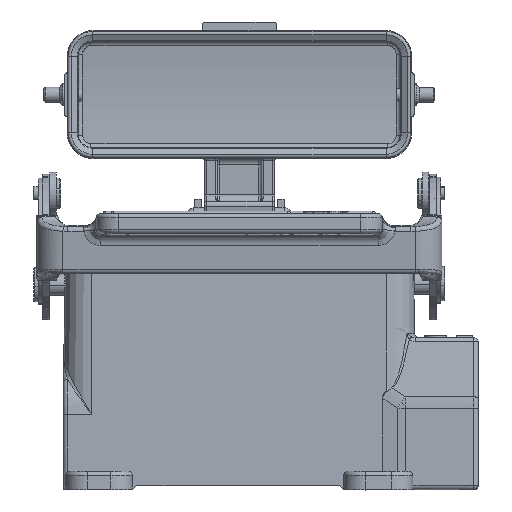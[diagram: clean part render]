
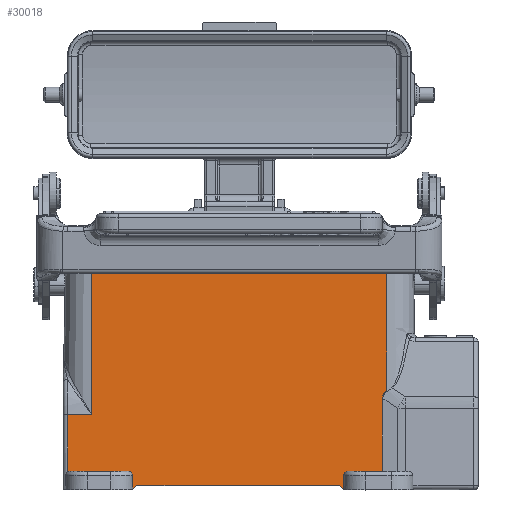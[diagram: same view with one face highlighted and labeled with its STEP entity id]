
A CAD part, top view. The second image highlights one B-rep face of the part: STEP entity #30018.
In plain terms, the highlighted planar face has unit normal (0, 0.018, 1).
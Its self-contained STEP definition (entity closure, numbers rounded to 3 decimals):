
#1626=DIRECTION('',(0.,-1.,0.017));
#1627=VECTOR('',#1626,39.245);
#1628=CARTESIAN_POINT('',(-34.,-1.991,
14.759));
#1629=LINE('',#1628,#1627);
#1641=CARTESIAN_POINT('',(34.,-35.81,15.349));
#1642=CARTESIAN_POINT('',(33.912,-35.851,15.35));
#1643=CARTESIAN_POINT('',(33.748,-35.939,15.351));
#1644=CARTESIAN_POINT('',(33.536,-36.092,15.354));
#1645=CARTESIAN_POINT('',(33.357,-36.266,15.357));
#1646=CARTESIAN_POINT('',(33.21,-36.459,15.36));
#1647=CARTESIAN_POINT('',(33.095,-36.673,15.364));
#1648=CARTESIAN_POINT('',(33.009,-36.912,15.368));
#1649=CARTESIAN_POINT('',(32.954,-37.182,15.373));
#1650=CARTESIAN_POINT('',(32.941,-37.387,15.376));
#1651=CARTESIAN_POINT('',(32.941,-37.496,15.378));
#1653=DIRECTION('',(-1.,0.,0.));
#1654=VECTOR('',#1653,7.885);
#1655=CARTESIAN_POINT('',(32.941,-54.3,15.672));
#1656=LINE('',#1655,#1654);
#1657=CARTESIAN_POINT('',(25.056,-54.3,15.672));
#1658=CARTESIAN_POINT('',(24.949,-54.3,15.672));
#1659=CARTESIAN_POINT('',(24.746,-54.333,15.672));
#1660=CARTESIAN_POINT('',(24.464,-54.474,15.675));
#1661=CARTESIAN_POINT('',(24.241,-54.693,15.678));
#1662=CARTESIAN_POINT('',(24.094,-54.973,15.683));
#1663=CARTESIAN_POINT('',(24.058,-55.175,15.687));
#1664=CARTESIAN_POINT('',(24.056,-55.283,15.689));
#1666=DIRECTION('',(-0.017,-1.,0.017));
#1667=VECTOR('',#1666,3.218);
#1668=CARTESIAN_POINT('',(24.056,-55.283,15.689));
#1669=LINE('',#1668,#1667);
#1670=DIRECTION('',(-0.707,0.707,-0.012));
#1671=VECTOR('',#1670,1.414);
#1672=CARTESIAN_POINT('',(24.,-58.5,15.745));
#1673=LINE('',#1672,#1671);
#1674=DIRECTION('',(-0.707,-0.707,0.012));
#1675=VECTOR('',#1674,1.414);
#1676=CARTESIAN_POINT('',(-23.6,-57.5,
15.727));
#1677=LINE('',#1676,#1675);
#1678=DIRECTION('',(-0.017,1.,-0.017));
#1679=VECTOR('',#1678,3.218);
#1680=CARTESIAN_POINT('',(-24.6,-58.5,
15.745));
#1681=LINE('',#1680,#1679);
#1682=CARTESIAN_POINT('',(-24.656,-55.283,
15.689));
#1683=CARTESIAN_POINT('',(-24.658,-55.175,
15.687));
#1684=CARTESIAN_POINT('',(-24.694,-54.973,
15.683));
#1685=CARTESIAN_POINT('',(-24.841,-54.693,
15.678));
#1686=CARTESIAN_POINT('',(-25.064,-54.474,
15.675));
#1687=CARTESIAN_POINT('',(-25.346,-54.333,
15.672));
#1688=CARTESIAN_POINT('',(-25.549,-54.3,
15.672));
#1689=CARTESIAN_POINT('',(-25.656,-54.3,
15.672));
#1691=DIRECTION('',(-1.,0.,0.));
#1692=VECTOR('',#1691,13.388);
#1693=CARTESIAN_POINT('',(-25.656,-54.3,
15.672));
#1694=LINE('',#1693,#1692);
#1695=CARTESIAN_POINT('',(-39.044,-54.3,
15.672));
#1696=CARTESIAN_POINT('',(-39.111,-54.3,
15.672));
#1697=CARTESIAN_POINT('',(-39.243,-54.313,
15.672));
#1698=CARTESIAN_POINT('',(-39.428,-54.369,
15.673));
#1699=CARTESIAN_POINT('',(-39.544,-54.431,
15.674));
#1700=CARTESIAN_POINT('',(-39.6,-54.469,
15.675));
#1726=DIRECTION('',(0.,1.,-0.017));
#1727=VECTOR('',#1726,33.824);
#1728=CARTESIAN_POINT('',(34.,-35.81,15.349));
#1729=LINE('',#1728,#1727);
#1835=DIRECTION('',(1.,0.,0.));
#1836=VECTOR('',#1835,46.6);
#1837=CARTESIAN_POINT('',(-23.6,-57.5,
15.727));
#1838=LINE('',#1837,#1836);
#10316=DIRECTION('',(-1.,0.,0.));
#10317=VECTOR('',#10316,68.);
#10318=CARTESIAN_POINT('',(34.,-1.991,
14.759));
#10319=LINE('',#10318,#10317);
#10622=DIRECTION('',(0.,-1.,0.017));
#10623=VECTOR('',#10622,13.24);
#10624=CARTESIAN_POINT('',(-39.6,-41.23,15.443));
#10625=LINE('',#10624,#10623);
#10686=DIRECTION('',(-1.,0.,0.));
#10687=VECTOR('',#10686,5.6);
#10688=CARTESIAN_POINT('',(-34.,-41.23,
15.443));
#10689=LINE('',#10688,#10687);
#12303=DIRECTION('',(0.,1.,-0.017));
#12304=VECTOR('',#12303,16.807);
#12305=CARTESIAN_POINT('',(32.941,-54.3,
15.672));
#12306=LINE('',#12305,#12304);
#23888=CARTESIAN_POINT('',(23.,-57.5,
15.727));
#23889=VERTEX_POINT('',#23888);
#23890=CARTESIAN_POINT('',(24.,-58.5,
15.745));
#23891=VERTEX_POINT('',#23890);
#23892=CARTESIAN_POINT('',(-23.6,-57.5,
15.727));
#23893=VERTEX_POINT('',#23892);
#23903=CARTESIAN_POINT('',(34.,-35.81,
15.349));
#23904=CARTESIAN_POINT('',(34.,-1.991,
14.759));
#23905=VERTEX_POINT('',#23903);
#23906=VERTEX_POINT('',#23904);
#23907=VERTEX_POINT('',#1651);
#23908=CARTESIAN_POINT('',(32.941,-54.3,
15.672));
#23909=VERTEX_POINT('',#23908);
#23910=CARTESIAN_POINT('',(25.056,-54.3,
15.672));
#23911=VERTEX_POINT('',#23910);
#23912=VERTEX_POINT('',#1664);
#23913=CARTESIAN_POINT('',(-24.6,-58.5,
15.745));
#23914=VERTEX_POINT('',#23913);
#23915=CARTESIAN_POINT('',(-24.656,-55.283,
15.689));
#23916=VERTEX_POINT('',#23915);
#23917=VERTEX_POINT('',#1689);
#23918=CARTESIAN_POINT('',(-39.044,-54.3,
15.672));
#23919=VERTEX_POINT('',#23918);
#23920=VERTEX_POINT('',#1700);
#23921=CARTESIAN_POINT('',(-39.6,-41.23,15.443));
#23922=VERTEX_POINT('',#23921);
#23923=CARTESIAN_POINT('',(-34.,-41.23,
15.443));
#23924=VERTEX_POINT('',#23923);
#23925=CARTESIAN_POINT('',(-34.,-1.991,
14.759));
#23926=VERTEX_POINT('',#23925);
#29978=CARTESIAN_POINT('',(-2.8,-30.246,
15.252));
#29979=DIRECTION('',(0.,0.017,1.));
#29980=DIRECTION('',(0.,-1.,0.017));
#29981=AXIS2_PLACEMENT_3D('',#29978,#29979,#29980);
#29982=PLANE('',#29981);
#29984=ORIENTED_EDGE('',*,*,#29983,.F.);
#29986=ORIENTED_EDGE('',*,*,#29985,.T.);
#29988=ORIENTED_EDGE('',*,*,#29987,.F.);
#29990=ORIENTED_EDGE('',*,*,#29989,.T.);
#29992=ORIENTED_EDGE('',*,*,#29991,.T.);
#29994=ORIENTED_EDGE('',*,*,#29993,.T.);
#29996=ORIENTED_EDGE('',*,*,#29995,.T.);
#29998=ORIENTED_EDGE('',*,*,#29997,.F.);
#30000=ORIENTED_EDGE('',*,*,#29999,.T.);
#30002=ORIENTED_EDGE('',*,*,#30001,.T.);
#30004=ORIENTED_EDGE('',*,*,#30003,.T.);
#30006=ORIENTED_EDGE('',*,*,#30005,.T.);
#30008=ORIENTED_EDGE('',*,*,#30007,.T.);
#30010=ORIENTED_EDGE('',*,*,#30009,.F.);
#30012=ORIENTED_EDGE('',*,*,#30011,.F.);
#30013=ORIENTED_EDGE('',*,*,#29968,.F.);
#30015=ORIENTED_EDGE('',*,*,#30014,.F.);
#30016=EDGE_LOOP('',(#29984,#29986,#29988,#29990,#29992,#29994,#29996,#29998,
#30000,#30002,#30004,#30006,#30008,#30010,#30012,#30013,#30015));
#30017=FACE_OUTER_BOUND('',#30016,.F.);
#30018=ADVANCED_FACE('',(#30017),#29982,.T.);
#1652=B_SPLINE_CURVE_WITH_KNOTS('',3,(#1641,#1642,#1643,#1644,#1645,#1646,#1647,
#1648,#1649,#1650,#1651),.UNSPECIFIED.,.F.,.F.,(4,1,1,1,1,1,1,1,4),(0.,
0.125,0.25,0.375,0.5,0.625,0.75,0.875,1.),.UNSPECIFIED.);
#1665=B_SPLINE_CURVE_WITH_KNOTS('',3,(#1657,#1658,#1659,#1660,#1661,#1662,#1663,
#1664),.UNSPECIFIED.,.F.,.F.,(4,1,1,1,1,4),(0.,0.2,0.4,0.6,0.8,1.),
.UNSPECIFIED.);
#1690=B_SPLINE_CURVE_WITH_KNOTS('',3,(#1682,#1683,#1684,#1685,#1686,#1687,#1688,
#1689),.UNSPECIFIED.,.F.,.F.,(4,1,1,1,1,4),(0.,0.2,0.4,0.6,0.8,1.),
.UNSPECIFIED.);
#1701=B_SPLINE_CURVE_WITH_KNOTS('',3,(#1695,#1696,#1697,#1698,#1699,#1700),
.UNSPECIFIED.,.F.,.F.,(4,1,1,4),(0.,0.333,0.667,1.),
.UNSPECIFIED.);
#29968=EDGE_CURVE('',#23926,#23924,#1629,.T.);
#29983=EDGE_CURVE('',#23905,#23906,#1729,.T.);
#29985=EDGE_CURVE('',#23905,#23907,#1652,.T.);
#29987=EDGE_CURVE('',#23909,#23907,#12306,.T.);
#29989=EDGE_CURVE('',#23909,#23911,#1656,.T.);
#29991=EDGE_CURVE('',#23911,#23912,#1665,.T.);
#29993=EDGE_CURVE('',#23912,#23891,#1669,.T.);
#29995=EDGE_CURVE('',#23891,#23889,#1673,.T.);
#29997=EDGE_CURVE('',#23893,#23889,#1838,.T.);
#29999=EDGE_CURVE('',#23893,#23914,#1677,.T.);
#30001=EDGE_CURVE('',#23914,#23916,#1681,.T.);
#30003=EDGE_CURVE('',#23916,#23917,#1690,.T.);
#30005=EDGE_CURVE('',#23917,#23919,#1694,.T.);
#30007=EDGE_CURVE('',#23919,#23920,#1701,.T.);
#30009=EDGE_CURVE('',#23922,#23920,#10625,.T.);
#30011=EDGE_CURVE('',#23924,#23922,#10689,.T.);
#30014=EDGE_CURVE('',#23906,#23926,#10319,.T.);
